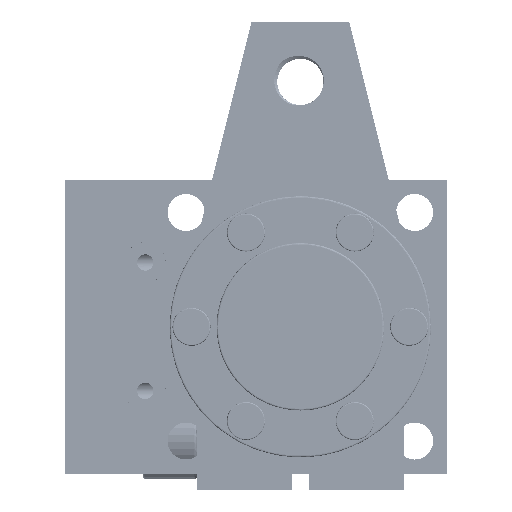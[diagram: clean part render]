
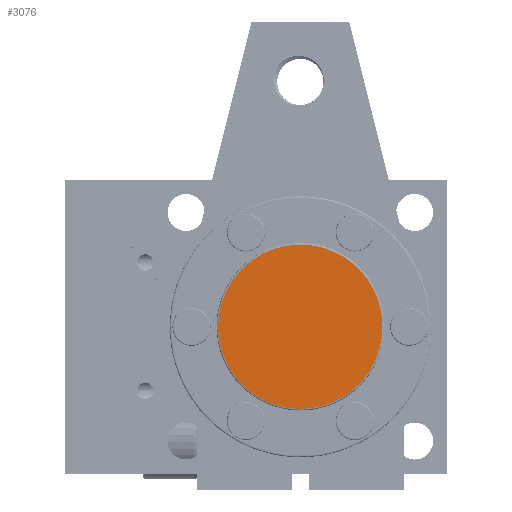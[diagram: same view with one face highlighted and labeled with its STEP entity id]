
A CAD part, left-side view. The second image highlights one B-rep face of the part: STEP entity #3076.
In plain terms, the highlighted face is planar.
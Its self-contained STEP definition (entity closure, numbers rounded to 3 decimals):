
#125 = CARTESIAN_POINT ( 'NONE',  ( 29.973, 15.1, 0. ) ) ;
#2443 =( BOUNDED_CURVE ( )  B_SPLINE_CURVE ( 3, ( #25516, #25762, #69289, #19907 ),
 .UNSPECIFIED., .F., .T. ) 
 B_SPLINE_CURVE_WITH_KNOTS ( ( 4, 4 ),
 ( 0.998, 1. ),
 .UNSPECIFIED. ) 
 CURVE ( )  GEOMETRIC_REPRESENTATION_ITEM ( )  RATIONAL_B_SPLINE_CURVE ( ( 1., 1., 1., 1. ) ) 
 REPRESENTATION_ITEM ( '' )  );
#2469 = CARTESIAN_POINT ( 'NONE',  ( 0.038, -15.1, 0. ) ) ;
#3076 = ADVANCED_FACE ( 'NONE', ( #60662 ), #48476, .F. ) ;
#3468 = CARTESIAN_POINT ( 'NONE',  ( 0., 0., 0. ) ) ;
#5428 = EDGE_CURVE ( 'NONE', #53889, #18973, #2443, .T. ) ;
#5757 =( BOUNDED_CURVE ( )  B_SPLINE_CURVE ( 3, ( #29613, #40826, #7471, #46401 ),
 .UNSPECIFIED., .F., .T. ) 
 B_SPLINE_CURVE_WITH_KNOTS ( ( 4, 4 ),
 ( 0., 0.998 ),
 .UNSPECIFIED. ) 
 CURVE ( )  GEOMETRIC_REPRESENTATION_ITEM ( )  RATIONAL_B_SPLINE_CURVE ( ( 1., 0.336, 0.336, 1. ) ) 
 REPRESENTATION_ITEM ( '' )  );
#6204 = CARTESIAN_POINT ( 'NONE',  ( 30.086, -14.873, 0. ) ) ;
#7471 = CARTESIAN_POINT ( 'NONE',  ( -30.086, 14.873, 0. ) ) ;
#7731 = ORIENTED_EDGE ( 'NONE', *, *, #5428, .F. ) ;
#9586 = CARTESIAN_POINT ( 'NONE',  ( 0., 15.1, 0. ) ) ;
#17039 = EDGE_CURVE ( 'NONE', #25919, #53889, #5757, .T. ) ;
#18973 = VERTEX_POINT ( 'NONE', #9586 ) ;
#19547 = CARTESIAN_POINT ( 'NONE',  ( 0., -15.1, 0. ) ) ;
#19907 = CARTESIAN_POINT ( 'NONE',  ( 0., 15.1, 0. ) ) ;
#19965 = CARTESIAN_POINT ( 'NONE',  ( 0., -15.1, 0. ) ) ;
#25516 = CARTESIAN_POINT ( 'NONE',  ( -0.114, 15.1, 0. ) ) ;
#25762 = CARTESIAN_POINT ( 'NONE',  ( -0.076, 15.1, 0. ) ) ;
#25919 = VERTEX_POINT ( 'NONE', #19547 ) ;
#26340 = DIRECTION ( 'NONE',  ( 0., 0., -1. ) ) ;
#29613 = CARTESIAN_POINT ( 'NONE',  ( 0., -15.1, 0. ) ) ;
#30220 = CARTESIAN_POINT ( 'NONE',  ( 0.076, -15.1, 0. ) ) ;
#31283 = EDGE_LOOP ( 'NONE', ( #31814, #33759, #32895, #7731 ) ) ;
#31814 = ORIENTED_EDGE ( 'NONE', *, *, #17039, .F. ) ;
#32895 = ORIENTED_EDGE ( 'NONE', *, *, #64224, .F. ) ;
#33759 = ORIENTED_EDGE ( 'NONE', *, *, #66040, .F. ) ;
#39076 = CARTESIAN_POINT ( 'NONE',  ( 0.114, -15.1, 0. ) ) ;
#40826 = CARTESIAN_POINT ( 'NONE',  ( -29.973, -15.1, 0. ) ) ;
#42884 = DIRECTION ( 'NONE',  ( -1., 0., 0. ) ) ;
#44655 = CARTESIAN_POINT ( 'NONE',  ( 0., 15.1, 0. ) ) ;
#45873 = VERTEX_POINT ( 'NONE', #68641 ) ;
#46401 = CARTESIAN_POINT ( 'NONE',  ( -0.114, 15.1, 0. ) ) ;
#48157 = AXIS2_PLACEMENT_3D ( 'NONE', #3468, #26340, #42884 ) ;
#48476 = PLANE ( 'NONE',  #48157 ) ;
#50197 =( BOUNDED_CURVE ( )  B_SPLINE_CURVE ( 3, ( #57941, #30220, #2469, #19965 ),
 .UNSPECIFIED., .F., .F. ) 
 B_SPLINE_CURVE_WITH_KNOTS ( ( 4, 4 ),
 ( 0.998, 1. ),
 .UNSPECIFIED. ) 
 CURVE ( )  GEOMETRIC_REPRESENTATION_ITEM ( )  RATIONAL_B_SPLINE_CURVE ( ( 1., 1., 1., 1. ) ) 
 REPRESENTATION_ITEM ( '' )  );
#53889 = VERTEX_POINT ( 'NONE', #68244 ) ;
#57941 = CARTESIAN_POINT ( 'NONE',  ( 0.114, -15.1, 0. ) ) ;
#59980 =( BOUNDED_CURVE ( )  B_SPLINE_CURVE ( 3, ( #44655, #125, #6204, #39076 ),
 .UNSPECIFIED., .F., .F. ) 
 B_SPLINE_CURVE_WITH_KNOTS ( ( 4, 4 ),
 ( 0., 0.998 ),
 .UNSPECIFIED. ) 
 CURVE ( )  GEOMETRIC_REPRESENTATION_ITEM ( )  RATIONAL_B_SPLINE_CURVE ( ( 1., 0.336, 0.336, 1. ) ) 
 REPRESENTATION_ITEM ( '' )  );
#60662 = FACE_OUTER_BOUND ( 'NONE', #31283, .T. ) ;
#64224 = EDGE_CURVE ( 'NONE', #18973, #45873, #59980, .T. ) ;
#66040 = EDGE_CURVE ( 'NONE', #45873, #25919, #50197, .T. ) ;
#68244 = CARTESIAN_POINT ( 'NONE',  ( -0.114, 15.1, 0. ) ) ;
#68641 = CARTESIAN_POINT ( 'NONE',  ( 0.114, -15.1, 0. ) ) ;
#69289 = CARTESIAN_POINT ( 'NONE',  ( -0.038, 15.1, 0. ) ) ;
